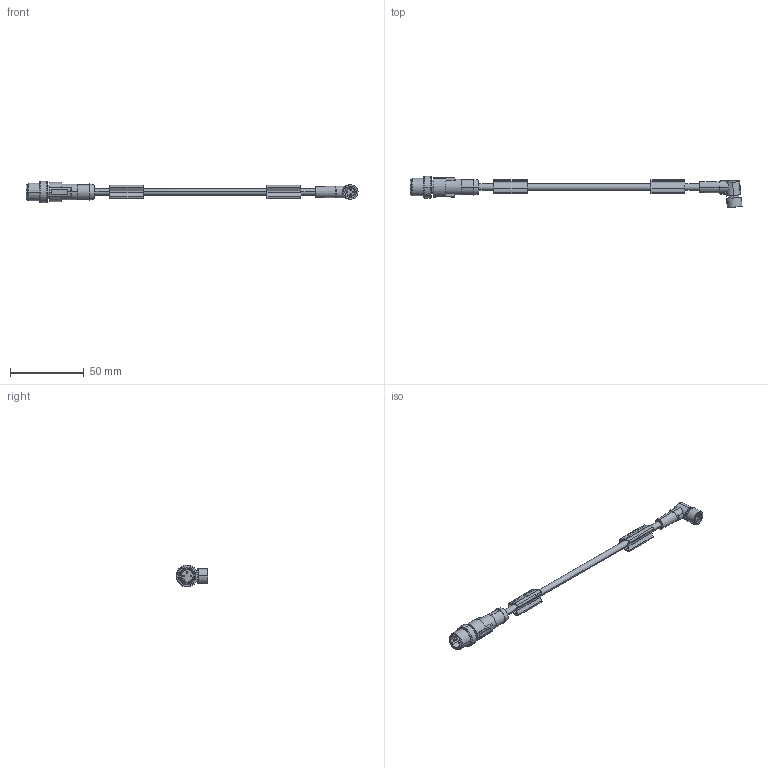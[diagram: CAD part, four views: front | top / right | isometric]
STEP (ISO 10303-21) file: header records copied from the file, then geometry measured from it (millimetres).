
FILE_DESCRIPTION(('SolidDesigner STEP Export'),'2;1');
FILE_NAME('1668836.stp','2011-03-16T 6:59:07',(''),(''),'CoCreate Modeling STEP processor for AP214 (Solid Model)','CoCreate Modeling 16.00A 16-Aug-2008 (C) Parametric Technology GmbH','');
FILE_SCHEMA(('AUTOMOTIVE_DESIGN { 1 0 10303 214 1 1 1 1 }'));
Length unit declared in the file: millimetre
Products named in the file (2): 1668836
Assembly tree (1 placements, depth 2):
  1668836
    1668836
Bounding box: 225.66 x 21.4 x 14.8 mm (x, y, z)
Volume: 10004.4 mm3; surface area: 8912.3 mm2
Topology: 1 solids, 1 shells, 309 faces, 850 edges, 569 vertices
Faces by surface type: cylinder 145, plane 110, extrusion 33, cone 21
Entity records: 15061 total; most frequent: CARTESIAN_POINT 5208, ORIENTED_EDGE 1700, DIRECTION 1292, EDGE_CURVE 850, VERTEX_POINT 569, VECTOR 442, AXIS2_PLACEMENT_3D 425, LINE 404
